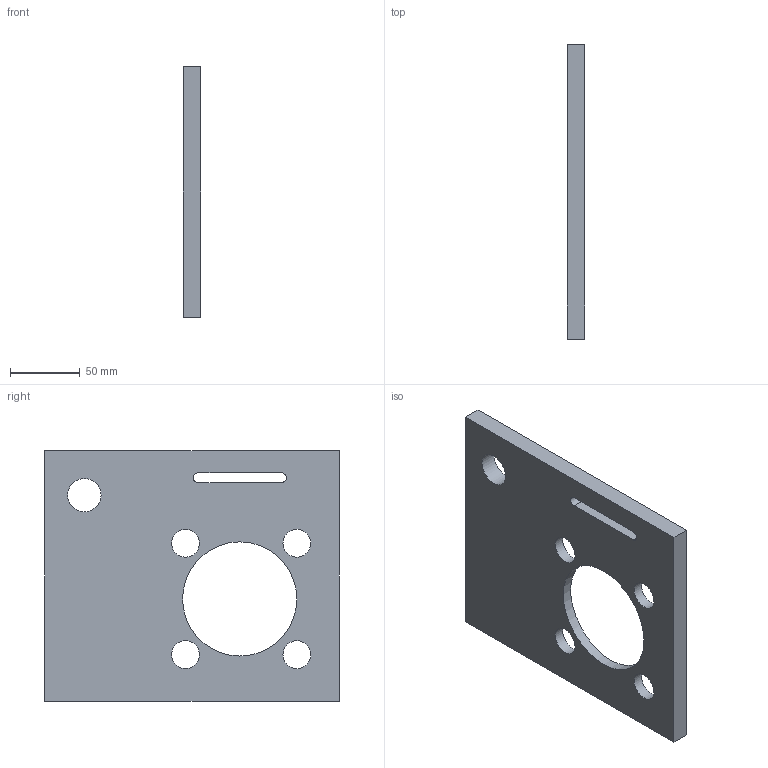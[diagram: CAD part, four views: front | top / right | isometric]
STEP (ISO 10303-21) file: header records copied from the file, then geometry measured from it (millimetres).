
FILE_DESCRIPTION(('STEP AP203'),'1');
FILE_NAME('20180607 plaque_fixation_bloc_lentilles.stp','2018-06-07T10:32:28',(' '),(' '),'Spatial InterOp 3D',' ',' ');
FILE_SCHEMA(('CONFIG_CONTROL_DESIGN'));
Length unit declared in the file: millimetre
Products named in the file (1): 1
Bounding box: 12.5 x 211.5 x 179.95 mm (x, y, z)
Volume: 326469.5 mm3; surface area: 80066.7 mm2
Topology: 1 solids, 1 shells, 25 faces, 66 edges, 44 vertices
Faces by surface type: plane 17, cylinder 8
Full cylindrical faces by diameter (mm): 20 x4, 24 x1, 82 x1
Entity records: 818 total; most frequent: CARTESIAN_POINT 130, DIRECTION 128, ORIENTED_EDGE 120, EDGE_CURVE 60, EDGE_LOOP 46, VERTEX_POINT 44, LINE 44, VECTOR 44
